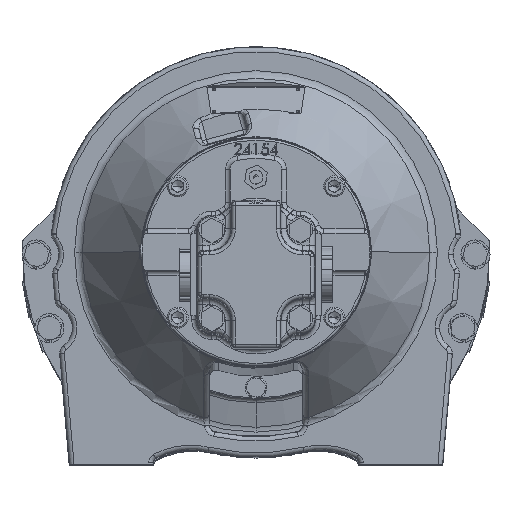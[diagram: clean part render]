
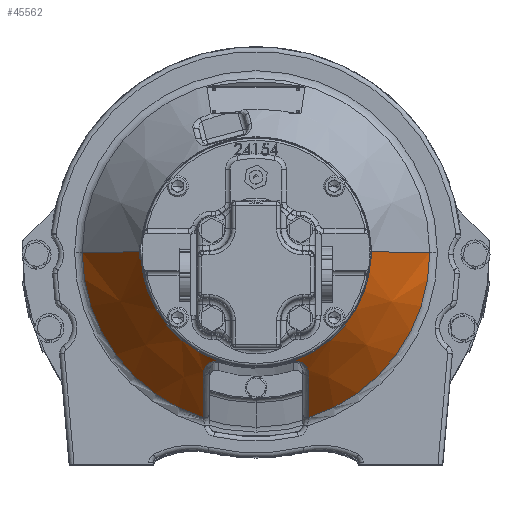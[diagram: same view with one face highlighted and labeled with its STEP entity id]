
A CAD part, top view. The second image highlights one B-rep face of the part: STEP entity #45562.
In plain terms, the highlighted conical face has half-angle 35 degrees and reference radius 98.247 mm.
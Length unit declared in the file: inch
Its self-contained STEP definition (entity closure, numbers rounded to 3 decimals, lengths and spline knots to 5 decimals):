
#28850=CARTESIAN_POINT('',(-1.40595,-4.43325,
-2.59089));
#28860=CARTESIAN_POINT('',(0.,0.,-2.59089));
#28861=DIRECTION('',(0.,0.,-1.));
#28862=DIRECTION('',(-0.302,-0.953,0.));
#28863=AXIS2_PLACEMENT_3D('',#28860,#28861,#28862);
#28908=CARTESIAN_POINT('',(0.,0.,-2.59089));
#28909=DIRECTION('',(0.,0.,-1.));
#28910=DIRECTION('',(1.,0.,0.));
#28911=AXIS2_PLACEMENT_3D('',#28908,#28909,#28910);
#29002=CARTESIAN_POINT('',(1.40595,-4.43325,
-2.59089));
#29016=CARTESIAN_POINT('',(1.41545,-3.2914,
-1.06564));
#29021=CARTESIAN_POINT('',(1.00143,-2.93569,
-0.37862));
#29557=CARTESIAN_POINT('',(-1.41545,-3.2914,
-1.06564));
#29562=DIRECTION('',(-0.574,0.,0.819));
#29563=VECTOR('',#29562,2.72979);
#29564=CARTESIAN_POINT('',(4.65085,0.,-2.59089));
#29565=LINE('',#29564,#29563);
#29566=CARTESIAN_POINT('',(1.41545,-3.2914,
-1.06564));
#29567=CARTESIAN_POINT('',(1.4134,-3.48458,
-1.31792));
#29568=CARTESIAN_POINT('',(1.40989,-3.86716,
-1.82501));
#29569=CARTESIAN_POINT('',(1.40717,-4.24507,
-2.33525));
#29570=CARTESIAN_POINT('',(1.40595,-4.43325,
-2.59089));
#29572=CARTESIAN_POINT('',(1.00143,-2.93569,
-0.37862));
#29573=CARTESIAN_POINT('',(1.01137,-2.93257,
-0.37899));
#29574=CARTESIAN_POINT('',(1.03119,-2.92751,
-0.38144));
#29575=CARTESIAN_POINT('',(1.06097,-2.9232,
-0.38997));
#29576=CARTESIAN_POINT('',(1.08893,-2.92202,
-0.40218));
#29577=CARTESIAN_POINT('',(1.12455,-2.9239,
-0.42266));
#29578=CARTESIAN_POINT('',(1.16397,-2.93146,
-0.4532));
#29579=CARTESIAN_POINT('',(1.20551,-2.94621,
-0.49496));
#29580=CARTESIAN_POINT('',(1.24138,-2.96475,
-0.53905));
#29581=CARTESIAN_POINT('',(1.28381,-2.99372,
-0.60076));
#29582=CARTESIAN_POINT('',(1.31816,-3.02702,
-0.66392));
#29583=CARTESIAN_POINT('',(1.34658,-3.06379,
-0.72831));
#29584=CARTESIAN_POINT('',(1.37116,-3.10275,
-0.79339));
#29585=CARTESIAN_POINT('',(1.39455,-3.15418,
-0.87407));
#29586=CARTESIAN_POINT('',(1.41179,-3.2202,
-0.97027));
#29587=CARTESIAN_POINT('',(1.41571,-3.26712,
-1.03392));
#29588=CARTESIAN_POINT('',(1.41545,-3.2914,
-1.06564));
#29590=CARTESIAN_POINT('',(-1.00143,-2.93569,
-0.37863));
#29591=CARTESIAN_POINT('',(-0.83853,-2.98684,
-0.37265));
#29592=CARTESIAN_POINT('',(-0.50881,-3.06306,
-0.3636));
#29593=CARTESIAN_POINT('',(-0.12862,-3.09235,
-0.36011));
#29594=CARTESIAN_POINT('',(0.12766,-3.08748,
-0.36069));
#29595=CARTESIAN_POINT('',(0.29706,-3.07778,
-0.36185));
#29596=CARTESIAN_POINT('',(0.59107,-3.04405,
-0.36585));
#29597=CARTESIAN_POINT('',(0.83853,-2.98684,
-0.37265));
#29598=CARTESIAN_POINT('',(1.00143,-2.93569,
-0.37862));
#29600=CARTESIAN_POINT('',(-1.41545,-3.2914,
-1.06564));
#29601=CARTESIAN_POINT('',(-1.41571,-3.26717,
-1.03399));
#29602=CARTESIAN_POINT('',(-1.41279,-3.23183,
-0.98605));
#29603=CARTESIAN_POINT('',(-1.40301,-3.18657,
-0.92127));
#29604=CARTESIAN_POINT('',(-1.38957,-3.1431,
-0.85672));
#29605=CARTESIAN_POINT('',(-1.36607,-3.09184,
-0.77619));
#29606=CARTESIAN_POINT('',(-1.33346,-3.0449,
-0.69607));
#29607=CARTESIAN_POINT('',(-1.30077,-3.0102,
-0.632));
#29608=CARTESIAN_POINT('',(-1.27296,-2.98632,
-0.58499));
#29609=CARTESIAN_POINT('',(-1.24159,-2.96484,
-0.53926));
#29610=CARTESIAN_POINT('',(-1.20558,-2.94625,
-0.49505));
#29611=CARTESIAN_POINT('',(-1.17099,-2.93394,
-0.46025));
#29612=CARTESIAN_POINT('',(-1.14049,-2.92697,
-0.43503));
#29613=CARTESIAN_POINT('',(-1.10734,-2.92225,
-0.4117));
#29614=CARTESIAN_POINT('',(-1.07087,-2.92177,
-0.3928));
#29615=CARTESIAN_POINT('',(-1.0312,-2.92751,
-0.38144));
#29616=CARTESIAN_POINT('',(-1.0114,-2.93256,
-0.37899));
#29617=CARTESIAN_POINT('',(-1.00143,-2.93569,
-0.37863));
#29619=CARTESIAN_POINT('',(-1.40595,-4.43325,
-2.59089));
#29620=CARTESIAN_POINT('',(-1.40717,-4.24507,
-2.33525));
#29621=CARTESIAN_POINT('',(-1.40989,-3.86716,
-1.82501));
#29622=CARTESIAN_POINT('',(-1.4134,-3.48458,
-1.31792));
#29623=CARTESIAN_POINT('',(-1.41545,-3.2914,
-1.06564));
#29625=DIRECTION('',(-0.574,0.,-0.819));
#29626=VECTOR('',#29625,2.72979);
#29627=CARTESIAN_POINT('',(-3.08511,0.,-0.35478));
#29628=LINE('',#29627,#29626);
#29629=CARTESIAN_POINT('',(0.,0.,-0.35478));
#29630=DIRECTION('',(0.,0.,1.));
#29631=DIRECTION('',(-1.,0.,0.));
#29632=AXIS2_PLACEMENT_3D('',#29629,#29630,#29631);
#34368=CARTESIAN_POINT('',(-1.00143,-2.93569,
-0.37863));
#35144=VERTEX_POINT('',#29002);
#35203=VERTEX_POINT('',#29016);
#35235=VERTEX_POINT('',#28850);
#35236=VERTEX_POINT('',#29557);
#35237=VERTEX_POINT('',#34368);
#35241=VERTEX_POINT('',#29021);
#35242=CARTESIAN_POINT('',(4.65085,0.,-2.59089));
#35243=VERTEX_POINT('',#35242);
#35287=CARTESIAN_POINT('',(-4.65085,0.,-2.59089));
#35288=VERTEX_POINT('',#35287);
#35299=CARTESIAN_POINT('',(3.08511,0.,-0.35478));
#35300=VERTEX_POINT('',#35299);
#35318=CARTESIAN_POINT('',(-3.08511,0.,-0.35478));
#35319=VERTEX_POINT('',#35318);
#45541=CARTESIAN_POINT('',(0.,0.,-1.47284));
#45542=DIRECTION('',(0.,0.,-1.));
#45543=DIRECTION('',(-1.,0.,0.));
#45544=AXIS2_PLACEMENT_3D('',#45541,#45542,#45543);
#45545=CONICAL_SURFACE('',#45544,3.86798,35.);
#45547=ORIENTED_EDGE('',*,*,#45546,.T.);
#45549=ORIENTED_EDGE('',*,*,#45548,.F.);
#45550=ORIENTED_EDGE('',*,*,#43296,.T.);
#45551=ORIENTED_EDGE('',*,*,#43624,.F.);
#45552=ORIENTED_EDGE('',*,*,#43796,.F.);
#45554=ORIENTED_EDGE('',*,*,#45553,.F.);
#45555=ORIENTED_EDGE('',*,*,#45526,.F.);
#45556=ORIENTED_EDGE('',*,*,#43087,.F.);
#45557=ORIENTED_EDGE('',*,*,#43250,.T.);
#45559=ORIENTED_EDGE('',*,*,#45558,.F.);
#45560=EDGE_LOOP('',(#45547,#45549,#45550,#45551,#45552,#45554,#45555,#45556,
#45557,#45559));
#45561=FACE_OUTER_BOUND('',#45560,.F.);
#28864=CIRCLE('',#28863,4.65085);
#28912=CIRCLE('',#28911,4.65085);
#29571=B_SPLINE_CURVE_WITH_KNOTS('',3,(#29566,#29567,#29568,#29569,#29570),
.UNSPECIFIED.,.F.,.F.,(4,1,4),(0.,0.5,1.),.UNSPECIFIED.);
#29589=B_SPLINE_CURVE_WITH_KNOTS('',3,(#29572,#29573,#29574,#29575,#29576,
#29577,#29578,#29579,#29580,#29581,#29582,#29583,#29584,#29585,#29586,#29587,
#29588),.UNSPECIFIED.,.F.,.F.,(4,1,1,1,1,1,1,1,1,1,1,1,1,1,4),(0.,
0.03125,0.0625,0.09375,0.125,
0.1875,0.25,0.3125,0.375,
0.5,0.5625,0.625,0.75,
0.875,1.),.UNSPECIFIED.);
#29599=B_SPLINE_CURVE_WITH_KNOTS('',3,(#29590,#29591,#29592,#29593,#29594,
#29595,#29596,#29597,#29598),.UNSPECIFIED.,.F.,.F.,(4,1,1,1,1,1,4),(0.,
0.25,0.5,0.5625,0.625,
0.75,1.),.UNSPECIFIED.);
#29618=B_SPLINE_CURVE_WITH_KNOTS('',3,(#29600,#29601,#29602,#29603,#29604,
#29605,#29606,#29607,#29608,#29609,#29610,#29611,#29612,#29613,#29614,#29615,
#29616,#29617),.UNSPECIFIED.,.F.,.F.,(4,1,1,1,1,1,1,1,1,1,1,1,1,1,1,4),(0.,
0.125,0.1875,0.25,0.375,
0.5,0.5625,0.625,0.6875,
0.75,0.8125,0.84375,0.875,
0.9375,0.96875,1.),.UNSPECIFIED.);
#29624=B_SPLINE_CURVE_WITH_KNOTS('',3,(#29619,#29620,#29621,#29622,#29623),
.UNSPECIFIED.,.F.,.F.,(4,1,4),(0.,0.5,1.),.UNSPECIFIED.);
#29633=CIRCLE('',#29632,3.08511);
#43087=EDGE_CURVE('',#35235,#35236,#29624,.T.);
#43250=EDGE_CURVE('',#35235,#35288,#28864,.T.);
#43296=EDGE_CURVE('',#35243,#35144,#28912,.T.);
#43624=EDGE_CURVE('',#35203,#35144,#29571,.T.);
#43796=EDGE_CURVE('',#35241,#35203,#29589,.T.);
#45526=EDGE_CURVE('',#35236,#35237,#29618,.T.);
#45546=EDGE_CURVE('',#35319,#35300,#29633,.T.);
#45548=EDGE_CURVE('',#35243,#35300,#29565,.T.);
#45553=EDGE_CURVE('',#35237,#35241,#29599,.T.);
#45558=EDGE_CURVE('',#35319,#35288,#29628,.T.);
#45562=ADVANCED_FACE('',(#45561),#45545,.T.);
